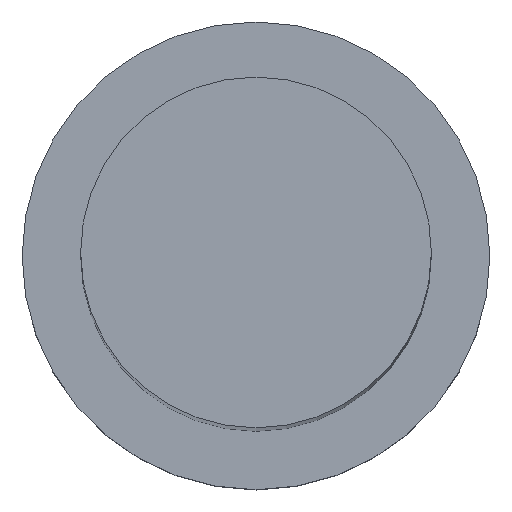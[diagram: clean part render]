
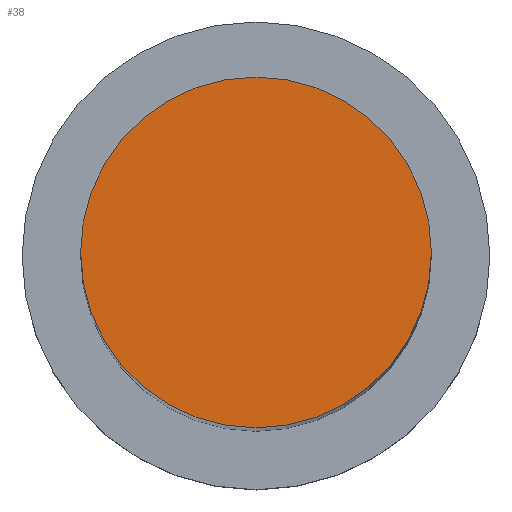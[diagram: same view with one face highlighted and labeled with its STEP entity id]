
A CAD part, top view. The second image highlights one B-rep face of the part: STEP entity #38.
In plain terms, the highlighted planar face has unit normal (0, 0, 1).
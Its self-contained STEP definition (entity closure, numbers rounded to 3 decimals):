
#38=ADVANCED_FACE('240[2]',(#80),#81,.T.);
#42=EDGE_CURVE('240[2]',#86,#86,#87,.T.);
#80=FACE_OUTER_BOUND('',#125,.T.);
#81=PLANE('',#126);
#86=VERTEX_POINT('',#133);
#87=CIRCLE('',#134,6.0);
#125=EDGE_LOOP('',(#169));
#126=AXIS2_PLACEMENT_3D('',#170,#171,#172);
#133=CARTESIAN_POINT('',(0.,6.,72.0));
#134=AXIS2_PLACEMENT_3D('',#176,#177,#178);
#169=ORIENTED_EDGE('',*,*,#42,.F.);
#170=CARTESIAN_POINT('',(0.,3.,72.0));
#171=DIRECTION('',(0.,0.,1.0));
#172=DIRECTION('',(1.0,0.,0.0));
#176=CARTESIAN_POINT('',(0.,0.,72.0));
#177=DIRECTION('',(0.,0.,-1.0));
#178=DIRECTION('',(0.,1.0,0.));
